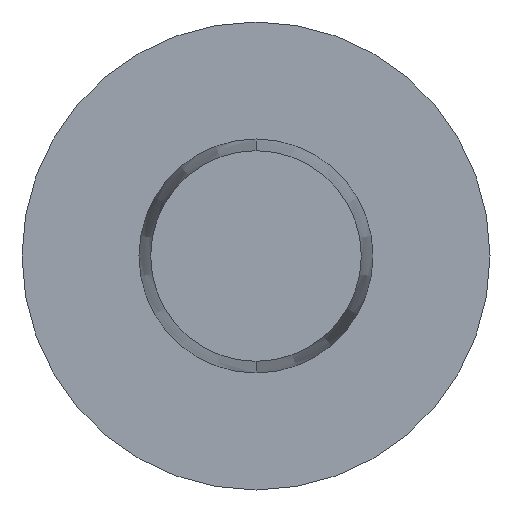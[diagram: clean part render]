
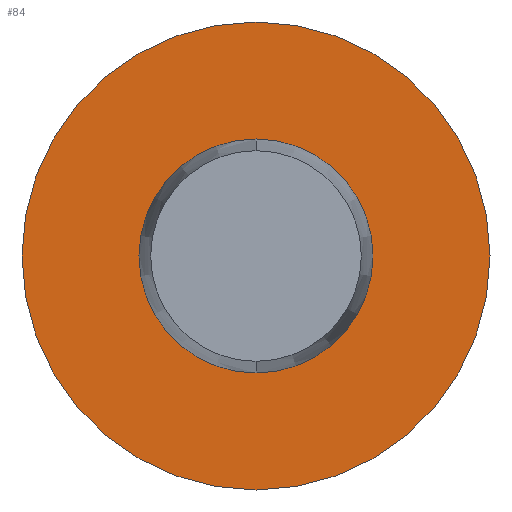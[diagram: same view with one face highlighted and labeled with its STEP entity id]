
A CAD part, front view. The second image highlights one B-rep face of the part: STEP entity #84.
In plain terms, the highlighted planar face has unit normal (0, -1, 0).
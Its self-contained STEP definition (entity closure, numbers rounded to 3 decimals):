
#84=ADVANCED_FACE('NONE',(#181,#182),#183,.T.);
#181=FACE_OUTER_BOUND('',#291,.T.);
#182=FACE_BOUND('',#292,.T.);
#183=PLANE('',#293);
#291=EDGE_LOOP('',(#460,#461));
#292=EDGE_LOOP('',(#462,#463));
#293=AXIS2_PLACEMENT_3D('',#464,#465,#466);
#460=ORIENTED_EDGE('',*,*,#717,.F.);
#461=ORIENTED_EDGE('',*,*,#721,.F.);
#462=ORIENTED_EDGE('',*,*,#714,.F.);
#463=ORIENTED_EDGE('',*,*,#722,.F.);
#464=CARTESIAN_POINT('',(11.99,25.0,6.0));
#465=DIRECTION('',(0.0,-1.0,0.0));
#466=DIRECTION('',(0.0,0.0,-1.0));
#714=EDGE_CURVE('NONE',#876,#874,#878,.T.);
#717=EDGE_CURVE('NONE',#880,#883,#884,.T.);
#721=EDGE_CURVE('NONE',#883,#880,#889,.T.);
#722=EDGE_CURVE('NONE',#874,#876,#890,.T.);
#874=VERTEX_POINT('',#1070);
#876=VERTEX_POINT('NONE',#1073);
#878=CIRCLE('',#1076,3.0);
#880=VERTEX_POINT('NONE',#1078);
#883=VERTEX_POINT('',#1082);
#884=CIRCLE('',#1083,6.0);
#889=CIRCLE('',#1089,6.0);
#890=CIRCLE('',#1090,3.0);
#1070=CARTESIAN_POINT('',(5.99,25.0,9.0));
#1073=CARTESIAN_POINT('',(5.99,25.0,3.0));
#1076=AXIS2_PLACEMENT_3D('',#1240,#1241,#1242);
#1078=CARTESIAN_POINT('',(5.99,25.0,12.0));
#1082=CARTESIAN_POINT('',(5.99,25.0,0.0));
#1083=AXIS2_PLACEMENT_3D('',#1244,#1245,#1246);
#1089=AXIS2_PLACEMENT_3D('',#1251,#1252,#1253);
#1090=AXIS2_PLACEMENT_3D('',#1254,#1255,#1256);
#1240=CARTESIAN_POINT('',(5.99,25.0,6.0));
#1241=DIRECTION('',(0.0,-1.0,0.));
#1242=DIRECTION('',(0.0,0.,-1.0));
#1244=CARTESIAN_POINT('',(5.99,25.0,6.0));
#1245=DIRECTION('',(0.0,1.0,0.0));
#1246=DIRECTION('',(0.0,0.0,1.0));
#1251=CARTESIAN_POINT('',(5.99,25.0,6.0));
#1252=DIRECTION('',(0.0,1.0,0.0));
#1253=DIRECTION('',(0.0,0.0,1.0));
#1254=CARTESIAN_POINT('',(5.99,25.0,6.0));
#1255=DIRECTION('',(0.0,-1.0,0.));
#1256=DIRECTION('',(0.0,0.,-1.0));
